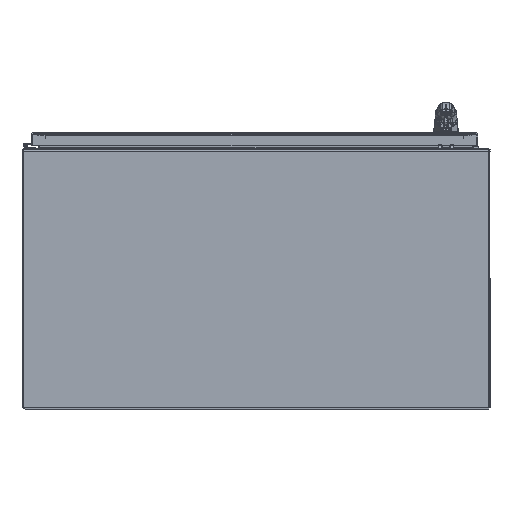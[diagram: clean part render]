
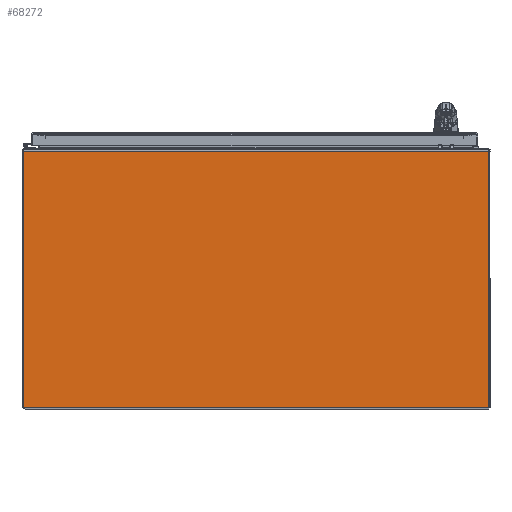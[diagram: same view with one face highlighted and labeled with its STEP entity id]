
A CAD part, front view. The second image highlights one B-rep face of the part: STEP entity #68272.
In plain terms, the highlighted face is planar.
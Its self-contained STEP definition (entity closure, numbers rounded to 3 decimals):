
#9311=PLANE('',#72156);
#10514=FACE_OUTER_BOUND('',#13492,.T.);
#13492=EDGE_LOOP('',(#51141,#51142,#51143,#51144));
#20290=LINE('',#96938,#25537);
#20296=LINE('',#96956,#25543);
#20299=LINE('',#96962,#25546);
#20300=LINE('',#96963,#25547);
#25537=VECTOR('',#78959,0.394);
#25543=VECTOR('',#78983,0.394);
#25546=VECTOR('',#78988,0.394);
#25547=VECTOR('',#78989,0.394);
#30708=VERTEX_POINT('',#96935);
#30709=VERTEX_POINT('',#96937);
#30712=VERTEX_POINT('',#96955);
#30714=VERTEX_POINT('',#96961);
#40086=EDGE_CURVE('',#30709,#30708,#20290,.T.);
#40095=EDGE_CURVE('',#30709,#30712,#20296,.T.);
#40098=EDGE_CURVE('',#30714,#30708,#20299,.T.);
#40099=EDGE_CURVE('',#30712,#30714,#20300,.T.);
#51141=ORIENTED_EDGE('',*,*,#40086,.T.);
#51142=ORIENTED_EDGE('',*,*,#40098,.F.);
#51143=ORIENTED_EDGE('',*,*,#40099,.F.);
#51144=ORIENTED_EDGE('',*,*,#40095,.F.);
#68272=ADVANCED_FACE('',(#10514),#9311,.T.);
#72156=AXIS2_PLACEMENT_3D('',#96960,#78986,#78987);
#78959=DIRECTION('',(1.,0.,0.));
#78983=DIRECTION('',(0.,1.,0.));
#78986=DIRECTION('center_axis',(0.,0.,1.));
#78987=DIRECTION('ref_axis',(1.,0.,0.));
#78988=DIRECTION('',(0.,-1.,0.));
#78989=DIRECTION('',(1.,0.,0.));
#96935=CARTESIAN_POINT('',(17.959,-9.766,0.104));
#96937=CARTESIAN_POINT('',(-17.959,-9.766,0.104));
#96938=CARTESIAN_POINT('',(-8.979,-9.766,0.104));
#96955=CARTESIAN_POINT('',(-17.959,10.011,0.104));
#96956=CARTESIAN_POINT('',(-17.959,-10.011,0.104));
#96960=CARTESIAN_POINT('Origin',(0.,0.,
0.104));
#96961=CARTESIAN_POINT('',(17.959,10.011,0.104));
#96962=CARTESIAN_POINT('',(17.959,10.011,0.104));
#96963=CARTESIAN_POINT('',(-17.959,10.011,0.104));
